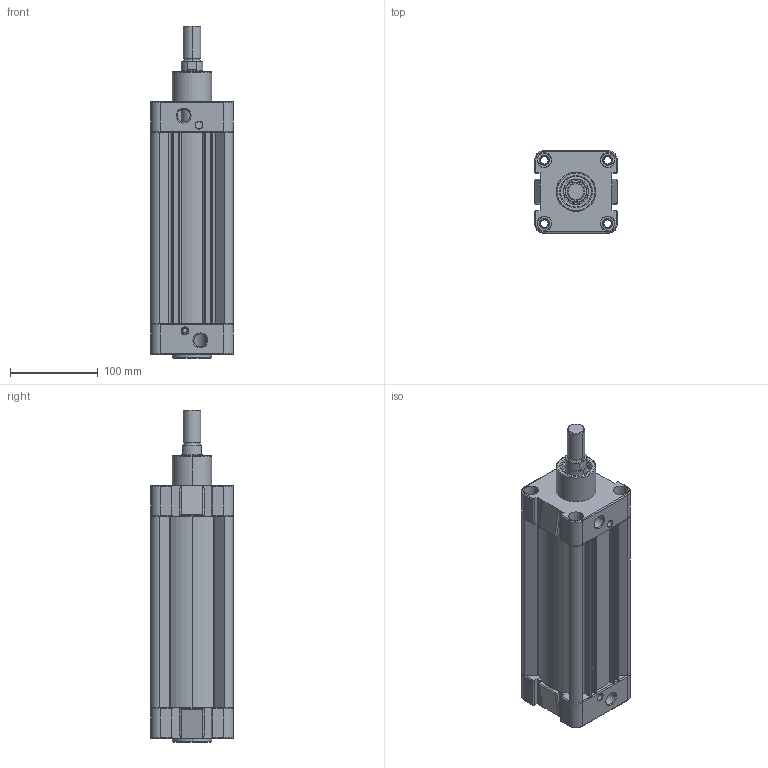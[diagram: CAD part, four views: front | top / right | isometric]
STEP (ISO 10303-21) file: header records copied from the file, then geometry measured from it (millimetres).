
FILE_DESCRIPTION (( 'STEP AP214' ), '1' );
FILE_NAME ('DMCA080-0160.STEP', '2015-05-22T07:50:45', ( '' ), ( '' ), 'SwSTEP 2.0', 'SolidWorks 2015', '' );
FILE_SCHEMA (( 'AUTOMOTIVE_DESIGN' ));
Length unit declared in the file: millimetre
Products named in the file (4): voorkap; DMCA080-0160; DMCA080 tube_DMCA080-0160; achterkap
Assembly tree (3 placements, depth 2):
  DMCA080-0160
    DMCA080 tube_DMCA080-0160
    voorkap
    achterkap
Bounding box: 94 x 94 x 378 mm (x, y, z)
Volume: 384912.7 mm3; surface area: 324611.1 mm2
Topology: 1 solids, 5 shells, 551 faces, 1555 edges, 1011 vertices
Faces by surface type: cylinder 234, plane 147, bspline 107, cone 63
Entity records: 25539 total; most frequent: CARTESIAN_POINT 6906, ORIENTED_EDGE 2890, DIRECTION 2772, EDGE_CURVE 1552, AXIS2_PLACEMENT_3D 1045, VERTEX_POINT 1011, LINE 682, VECTOR 682
